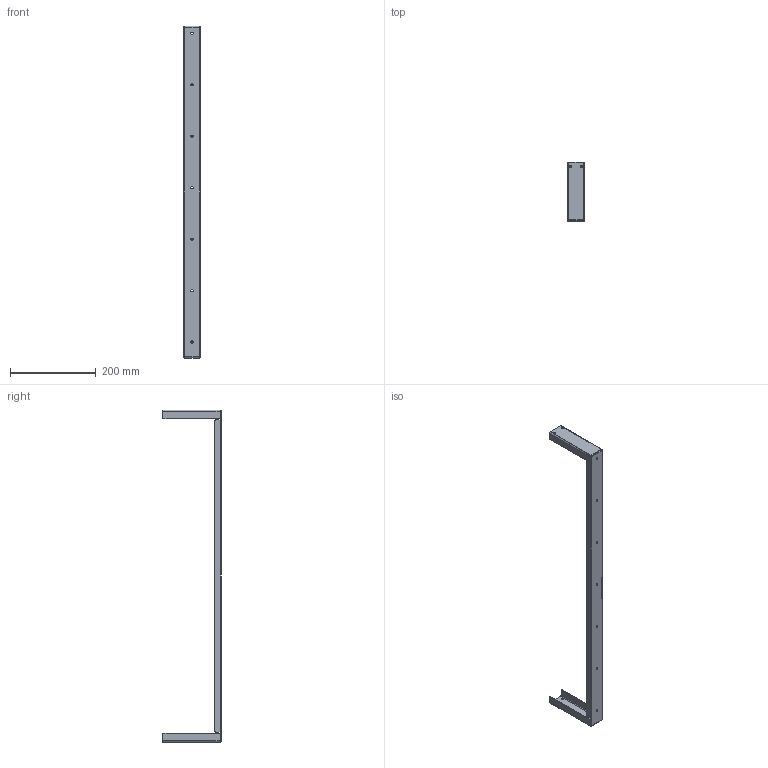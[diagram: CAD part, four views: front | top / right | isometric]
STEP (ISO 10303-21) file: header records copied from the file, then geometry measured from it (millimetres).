
FILE_DESCRIPTION (( 'STEP AP203' ), '1' );
FILE_NAME ('Sup2 updated.STEP', '2021-11-27T12:20:43', ( '' ), ( '' ), 'SwSTEP 2.0', 'SolidWorks 2021', '' );
FILE_SCHEMA (( 'CONFIG_CONTROL_DESIGN' ));
Length unit declared in the file: millimetre
Products named in the file (1): Sup2 updated
Bounding box: 39.5 x 136.66 x 774 mm (x, y, z)
Volume: 102659.1 mm3; surface area: 140744.2 mm2
Topology: 1 solids, 1 shells, 120 faces, 290 edges, 172 vertices
Faces by surface type: plane 74, cylinder 46
Entity records: 3555 total; most frequent: DIRECTION 624, CARTESIAN_POINT 583, ORIENTED_EDGE 580, EDGE_CURVE 290, AXIS2_PLACEMENT_3D 213, LINE 198, VECTOR 198, VERTEX_POINT 172
